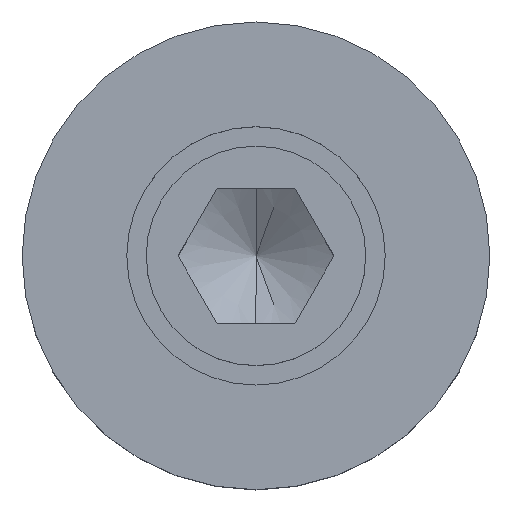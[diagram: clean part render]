
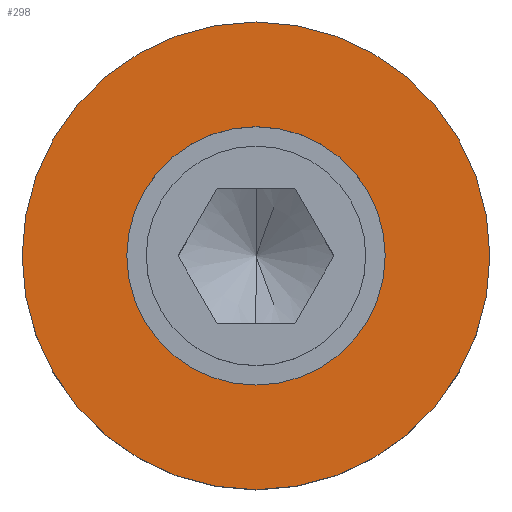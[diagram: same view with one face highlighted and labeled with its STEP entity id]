
A CAD part, top view. The second image highlights one B-rep face of the part: STEP entity #298.
In plain terms, the highlighted planar face has unit normal (0, 0, 1).
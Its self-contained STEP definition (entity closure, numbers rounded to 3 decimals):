
#298=ADVANCED_FACE('',(#753,#754),#755,.T.);
#440=VERTEX_POINT('',#919);
#446=VERTEX_POINT('',#925);
#448=EDGE_CURVE('',#446,#440,#927,.T.);
#458=VERTEX_POINT('',#937);
#466=VERTEX_POINT('',#945);
#470=EDGE_CURVE('',#458,#466,#949,.T.);
#502=EDGE_CURVE('',#466,#458,#981,.T.);
#542=EDGE_CURVE('',#440,#446,#1021,.T.);
#753=FACE_OUTER_BOUND('',#1234,.T.);
#754=FACE_BOUND('',#1235,.T.);
#755=PLANE('',#1236);
#919=CARTESIAN_POINT('',(13.857,0.,75.0));
#925=CARTESIAN_POINT('',(-13.857,0.,75.0));
#927=CIRCLE('',#1460,13.857);
#937=CARTESIAN_POINT('',(7.655,0.,75.0));
#945=CARTESIAN_POINT('',(-7.655,0.,75.0));
#949=CIRCLE('',#1491,7.655);
#981=CIRCLE('',#1542,7.655);
#1021=CIRCLE('',#1608,13.857);
#1234=EDGE_LOOP('',(#2024,#2025));
#1235=EDGE_LOOP('',(#2026,#2027));
#1236=AXIS2_PLACEMENT_3D('',#2028,#2029,#2030);
#1460=AXIS2_PLACEMENT_3D('',#2192,#2193,#2194);
#1491=AXIS2_PLACEMENT_3D('',#2204,#2205,#2206);
#1542=AXIS2_PLACEMENT_3D('',#2231,#2232,#2233);
#1608=AXIS2_PLACEMENT_3D('',#2249,#2250,#2251);
#2024=ORIENTED_EDGE('',*,*,#448,.T.);
#2025=ORIENTED_EDGE('',*,*,#542,.T.);
#2026=ORIENTED_EDGE('',*,*,#502,.T.);
#2027=ORIENTED_EDGE('',*,*,#470,.T.);
#2028=CARTESIAN_POINT('',(-4.9,0.,75.0));
#2029=DIRECTION('',(0.0,0.0,1.0));
#2030=DIRECTION('',(1.0,-0.0,0.0));
#2192=CARTESIAN_POINT('',(0.0,0.,75.0));
#2193=DIRECTION('',(0.0,0.0,1.0));
#2194=DIRECTION('',(1.0,0.,0.0));
#2204=CARTESIAN_POINT('',(0.0,0.,75.0));
#2205=DIRECTION('',(0.0,0.0,-1.0));
#2206=DIRECTION('',(1.0,0.,0.0));
#2231=CARTESIAN_POINT('',(0.0,0.,75.0));
#2232=DIRECTION('',(0.0,0.0,-1.0));
#2233=DIRECTION('',(1.0,0.,0.0));
#2249=CARTESIAN_POINT('',(0.0,0.,75.0));
#2250=DIRECTION('',(0.0,0.0,1.0));
#2251=DIRECTION('',(1.0,0.,0.0));
